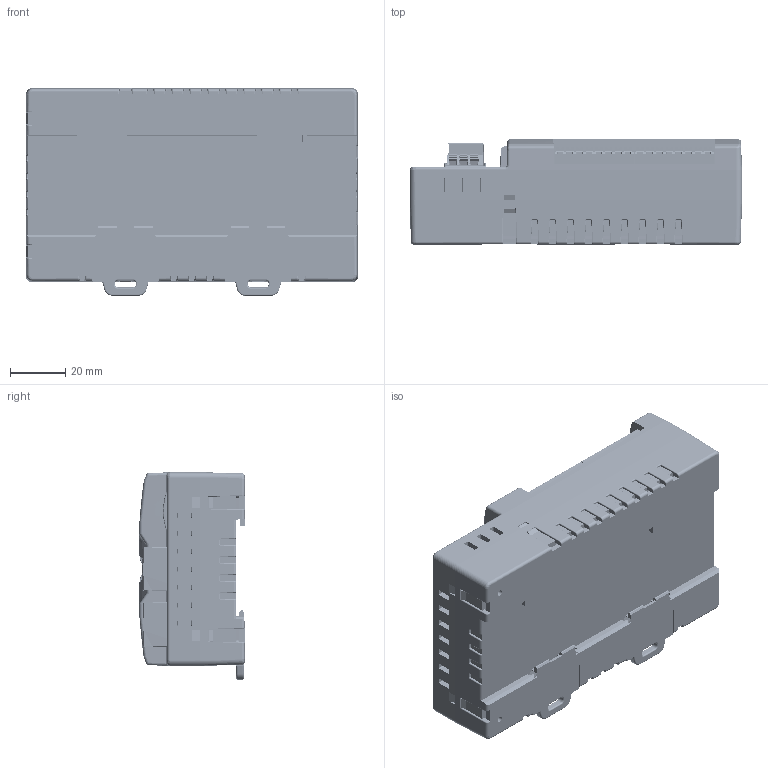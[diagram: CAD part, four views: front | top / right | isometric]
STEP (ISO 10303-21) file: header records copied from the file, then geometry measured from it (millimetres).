
FILE_DESCRIPTION(/* description */ (''),/* implementation_level */ '2;1');
FILE_NAME(/* name */ '3排双网口-市场_stp.stp',/* time_stamp */ '2025-11-10T15:50:35+08:00',/* author */ (''),/* organization */ (''),/* preprocessor_version */ 'ST-DEVELOPER v20',/* originating_system */ 'SIEMENS PLM Software NX2412.5001',/* authorisation */ '');
FILE_SCHEMA (('AUTOMOTIVE_DESIGN { 1 0 10303 214 3 1 1 1 }'));
Products named in the file (1): 3排双网口-市场_stp_objects
Bounding box: 120 x 38 x 74.98 mm (x, y, z)
Volume: 314393.9 mm3; surface area: 117199.5 mm2
Topology: 24 solids, 65 shells, 11526 faces, 31653 edges, 20553 vertices
Faces by surface type: plane 8006, cylinder 2258, torus 489, bspline 383, cone 362, sphere 16, extrusion 12
Full cylindrical faces by diameter (mm): 0.45 x64, 0.7 x16, 1.12 x9, 1.194 x3, 1.22 x9, 1.24 x9, 1.3 x96, 1.32 x6, 1.43 x6, 1.46 x6, 2.2 x2
Entity records: 390575 total; most frequent: CARTESIAN_POINT 84706, ORIENTED_EDGE 61964, DIRECTION 54335, EDGE_CURVE 30982, VECTOR 21845, LINE 21833, VERTEX_POINT 20270, AXIS2_PLACEMENT_3D 16245
